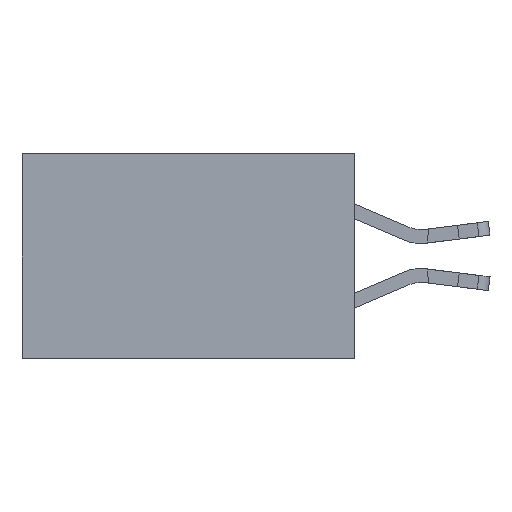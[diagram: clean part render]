
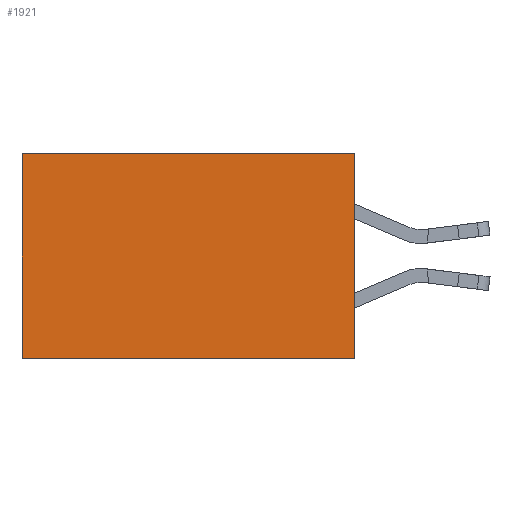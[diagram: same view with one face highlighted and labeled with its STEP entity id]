
A CAD part, left-side view. The second image highlights one B-rep face of the part: STEP entity #1921.
In plain terms, the highlighted planar face has unit normal (-1, 0, 0).
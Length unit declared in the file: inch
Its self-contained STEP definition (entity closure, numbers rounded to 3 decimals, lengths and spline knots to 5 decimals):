
#12 = DIRECTION ( 'NONE',  ( 0., 1., 0. ) ) ;
#704 = FACE_OUTER_BOUND ( 'NONE', #3640, .T. ) ;
#1721 = CARTESIAN_POINT ( 'NONE',  ( 0.2615, 0., -0.37 ) ) ;
#1756 = LINE ( 'NONE', #3890, #11968 ) ;
#1921 = ADVANCED_FACE ( 'NONE', ( #704 ), #11938, .F. ) ;
#2410 = ORIENTED_EDGE ( 'NONE', *, *, #3383, .T. ) ;
#2468 = DIRECTION ( 'NONE',  ( 0., 0., -1. ) ) ;
#2538 = VERTEX_POINT ( 'NONE', #4515 ) ;
#2772 = CARTESIAN_POINT ( 'NONE',  ( 0.2615, 0., 0. ) ) ;
#3140 = VECTOR ( 'NONE', #10125, 39.37008 ) ;
#3317 = DIRECTION ( 'NONE',  ( 0., 1., 0. ) ) ;
#3383 = EDGE_CURVE ( 'NONE', #5570, #2538, #5056, .T. ) ;
#3461 = CARTESIAN_POINT ( 'NONE',  ( 0.2615, 0., 0. ) ) ;
#3640 = EDGE_LOOP ( 'NONE', ( #4853, #11859, #4961, #2410 ) ) ;
#3676 = VERTEX_POINT ( 'NONE', #6889 ) ;
#3774 = DIRECTION ( 'NONE',  ( 0., 0., -1. ) ) ;
#3890 = CARTESIAN_POINT ( 'NONE',  ( 0.2615, 0.6, -0.37 ) ) ;
#4515 = CARTESIAN_POINT ( 'NONE',  ( 0.2615, 0.6, 0. ) ) ;
#4853 = ORIENTED_EDGE ( 'NONE', *, *, #12470, .T. ) ;
#4961 = ORIENTED_EDGE ( 'NONE', *, *, #10576, .F. ) ;
#5056 = LINE ( 'NONE', #3461, #10538 ) ;
#5117 = VECTOR ( 'NONE', #12, 39.37008 ) ;
#5454 = LINE ( 'NONE', #12586, #5117 ) ;
#5570 = VERTEX_POINT ( 'NONE', #2772 ) ;
#5872 = VERTEX_POINT ( 'NONE', #8227 ) ;
#6042 = AXIS2_PLACEMENT_3D ( 'NONE', #1721, #12438, #2468 ) ;
#6889 = CARTESIAN_POINT ( 'NONE',  ( 0.2615, 0., -0.37 ) ) ;
#8227 = CARTESIAN_POINT ( 'NONE',  ( 0.2615, 0.6, -0.37 ) ) ;
#10125 = DIRECTION ( 'NONE',  ( 0., 0., -1. ) ) ;
#10315 = CARTESIAN_POINT ( 'NONE',  ( 0.2615, 0., -0.37 ) ) ;
#10474 = EDGE_CURVE ( 'NONE', #3676, #5872, #5454, .T. ) ;
#10538 = VECTOR ( 'NONE', #3317, 39.37008 ) ;
#10576 = EDGE_CURVE ( 'NONE', #5570, #3676, #11030, .T. ) ;
#11030 = LINE ( 'NONE', #10315, #3140 ) ;
#11859 = ORIENTED_EDGE ( 'NONE', *, *, #10474, .F. ) ;
#11938 = PLANE ( 'NONE',  #6042 ) ;
#11968 = VECTOR ( 'NONE', #3774, 39.37008 ) ;
#12438 = DIRECTION ( 'NONE',  ( 1., 0., 0. ) ) ;
#12470 = EDGE_CURVE ( 'NONE', #2538, #5872, #1756, .T. ) ;
#12586 = CARTESIAN_POINT ( 'NONE',  ( 0.2615, 0., -0.37 ) ) ;
